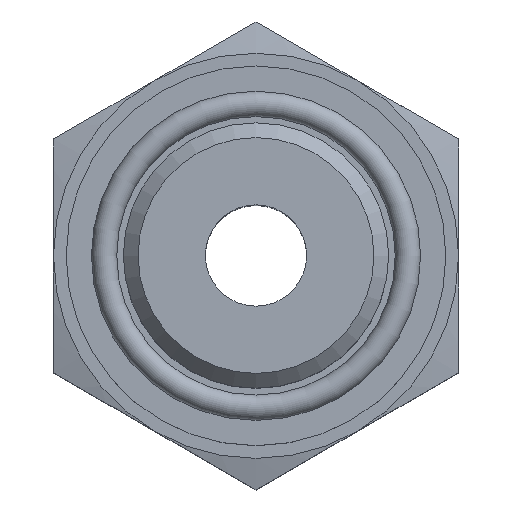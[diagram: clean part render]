
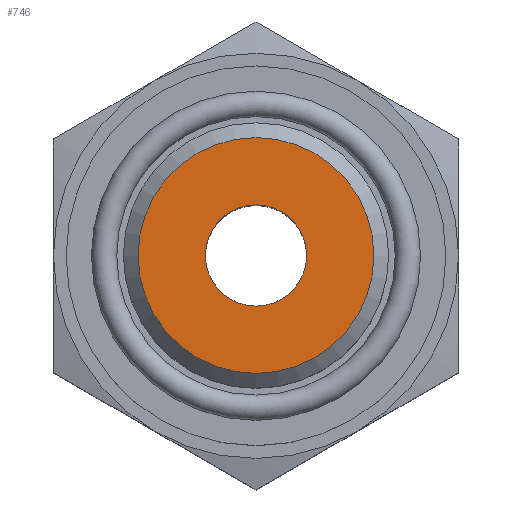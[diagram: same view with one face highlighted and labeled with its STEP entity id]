
A CAD part, top view. The second image highlights one B-rep face of the part: STEP entity #746.
In plain terms, the highlighted planar face has unit normal (0, 0, 1).
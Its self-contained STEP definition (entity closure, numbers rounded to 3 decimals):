
#41=PLANE('',#801);
#64=CIRCLE('',#799,9.316);
#66=CIRCLE('',#802,4.);
#117=ORIENTED_EDGE('',*,*,#239,.T.);
#118=ORIENTED_EDGE('',*,*,#237,.F.);
#237=EDGE_CURVE('',#290,#290,#64,.T.);
#239=EDGE_CURVE('',#292,#292,#66,.T.);
#290=VERTEX_POINT('',#1118);
#292=VERTEX_POINT('',#1123);
#347=EDGE_LOOP('',(#117));
#348=EDGE_LOOP('',(#118));
#405=FACE_BOUND('',#347,.T.);
#406=FACE_BOUND('',#348,.T.);
#746=ADVANCED_FACE('',(#405,#406),#41,.T.);
#799=AXIS2_PLACEMENT_3D('',#1117,#891,#892);
#801=AXIS2_PLACEMENT_3D('',#1121,#895,#896);
#802=AXIS2_PLACEMENT_3D('',#1122,#897,#898);
#891=DIRECTION('',(0.,0.,-1.));
#892=DIRECTION('',(0.,1.,0.));
#895=DIRECTION('',(0.,0.,1.));
#896=DIRECTION('',(0.,-1.,0.));
#897=DIRECTION('',(0.,0.,-1.));
#898=DIRECTION('',(0.,1.,0.));
#1117=CARTESIAN_POINT('',(0.,0.,14.));
#1118=CARTESIAN_POINT('',(0.,9.316,14.));
#1121=CARTESIAN_POINT('',(0.,9.316,14.));
#1122=CARTESIAN_POINT('',(0.,0.,14.));
#1123=CARTESIAN_POINT('',(0.,4.,14.));
